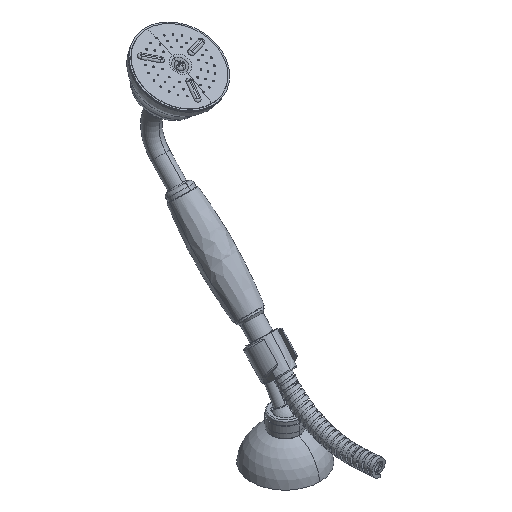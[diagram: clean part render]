
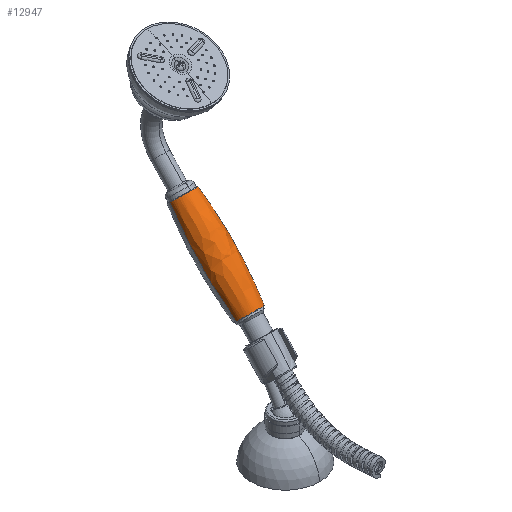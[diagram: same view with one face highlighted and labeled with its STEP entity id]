
A CAD part, isometric view. The second image highlights one B-rep face of the part: STEP entity #12947.
In plain terms, the highlighted free-form (B-spline) face has degree [3, 3] with [7, 4] control points.
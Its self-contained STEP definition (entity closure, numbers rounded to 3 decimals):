
#416=CARTESIAN_POINT('',(0.,94.399,165.257));
#417=DIRECTION('',(0.,0.688,0.725));
#418=DIRECTION('',(-1.,0.,0.));
#419=AXIS2_PLACEMENT_3D('',#416,#417,#418);
#426=CARTESIAN_POINT('',(317.042,63.946,133.167));
#427=DIRECTION('',(0.,0.725,-0.688));
#428=DIRECTION('',(-0.991,-0.092,-0.097));
#429=AXIS2_PLACEMENT_3D('',#426,#427,#428);
#431=CARTESIAN_POINT('',(-317.042,63.946,133.167));
#432=DIRECTION('',(0.,-0.725,0.688));
#433=DIRECTION('',(0.991,-0.092,-0.097));
#434=AXIS2_PLACEMENT_3D('',#431,#432,#433);
#451=CARTESIAN_POINT('',(0.,33.494,101.076));
#452=DIRECTION('',(0.,0.688,0.725));
#453=DIRECTION('',(-1.,0.,0.));
#454=AXIS2_PLACEMENT_3D('',#451,#452,#453);
#11573=CARTESIAN_POINT('',(11.535,94.399,165.257));
#11574=CARTESIAN_POINT('',(-11.535,94.399,
165.257));
#11575=VERTEX_POINT('',#11573);
#11576=VERTEX_POINT('',#11574);
#11577=CARTESIAN_POINT('',(11.535,33.494,101.076));
#11578=CARTESIAN_POINT('',(-11.535,33.494,
101.076));
#11579=VERTEX_POINT('',#11577);
#11580=VERTEX_POINT('',#11578);
#12909=CARTESIAN_POINT('',(11.271,96.124,166.045));
#12910=CARTESIAN_POINT('',(15.545,75.279,143.688));
#12911=CARTESIAN_POINT('',(15.545,54.033,121.299));
#12912=CARTESIAN_POINT('',(11.271,32.798,99.312));
#12913=CARTESIAN_POINT('',(11.708,91.093,170.819));
#12914=CARTESIAN_POINT('',(16.147,68.34,150.273));
#12915=CARTESIAN_POINT('',(16.147,47.094,127.884));
#12916=CARTESIAN_POINT('',(11.708,27.766,104.087));
#12917=CARTESIAN_POINT('',(6.95,87.418,174.307));
#12918=CARTESIAN_POINT('',(9.585,63.271,155.082));
#12919=CARTESIAN_POINT('',(9.585,42.025,132.694));
#12920=CARTESIAN_POINT('',(6.95,24.091,107.575));
#12921=CARTESIAN_POINT('',(0.,87.418,
174.307));
#12922=CARTESIAN_POINT('',(0.,63.271,
155.082));
#12923=CARTESIAN_POINT('',(0.,42.025,
132.694));
#12924=CARTESIAN_POINT('',(0.,24.091,
107.575));
#12925=CARTESIAN_POINT('',(-6.95,87.418,
174.307));
#12926=CARTESIAN_POINT('',(-9.585,63.271,
155.082));
#12927=CARTESIAN_POINT('',(-9.585,42.025,
132.694));
#12928=CARTESIAN_POINT('',(-6.95,24.091,
107.575));
#12929=CARTESIAN_POINT('',(-11.708,91.093,
170.819));
#12930=CARTESIAN_POINT('',(-16.147,68.34,
150.273));
#12931=CARTESIAN_POINT('',(-16.147,47.094,
127.884));
#12932=CARTESIAN_POINT('',(-11.708,27.766,
104.087));
#12933=CARTESIAN_POINT('',(-11.271,96.124,
166.045));
#12934=CARTESIAN_POINT('',(-15.545,75.279,
143.688));
#12935=CARTESIAN_POINT('',(-15.545,54.033,
121.299));
#12936=CARTESIAN_POINT('',(-11.271,32.798,
99.312));
#12937=(BOUNDED_SURFACE()B_SPLINE_SURFACE(3,3,((#12909,#12910,#12911,#12912),(
#12913,#12914,#12915,#12916),(#12917,#12918,#12919,#12920),(#12921,#12922,
#12923,#12924),(#12925,#12926,#12927,#12928),(#12929,#12930,#12931,#12932),(
#12933,#12934,#12935,#12936)),.UNSPECIFIED.,.F.,.F.,.F.)B_SPLINE_SURFACE_WITH_KNOTS((4,3,4),(4,4),(0.,1.,2.),(0.,1.),.UNSPECIFIED.)GEOMETRIC_REPRESENTATION_ITEM()RATIONAL_B_SPLINE_SURFACE(((1.193,1.185,
1.185,1.193),(0.942,0.936,
0.936,0.942),(0.942,0.936,
0.936,0.942),(1.193,1.185,
1.185,1.193),(0.942,0.936,
0.936,0.942),(0.942,0.936,
0.936,0.942),(1.193,1.185,
1.185,1.193)))REPRESENTATION_ITEM('')SURFACE());
#12938=ORIENTED_EDGE('',*,*,#12896,.T.);
#12940=ORIENTED_EDGE('',*,*,#12939,.F.);
#12942=ORIENTED_EDGE('',*,*,#12941,.F.);
#12944=ORIENTED_EDGE('',*,*,#12943,.T.);
#12945=EDGE_LOOP('',(#12938,#12940,#12942,#12944));
#12946=FACE_OUTER_BOUND('',#12945,.F.);
#12947=ADVANCED_FACE('',(#12946),#12937,.T.);
#420=CIRCLE('',#419,11.535);
#430=CIRCLE('',#429,331.542);
#435=CIRCLE('',#434,331.542);
#455=CIRCLE('',#454,11.535);
#12896=EDGE_CURVE('',#11576,#11575,#420,.T.);
#12939=EDGE_CURVE('',#11579,#11575,#435,.T.);
#12941=EDGE_CURVE('',#11580,#11579,#455,.T.);
#12943=EDGE_CURVE('',#11580,#11576,#430,.T.);
